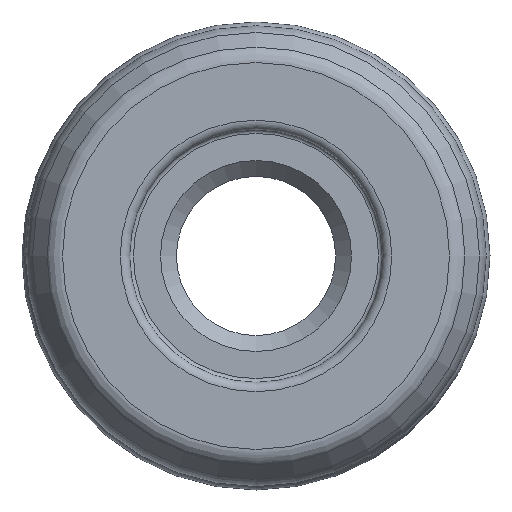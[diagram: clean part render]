
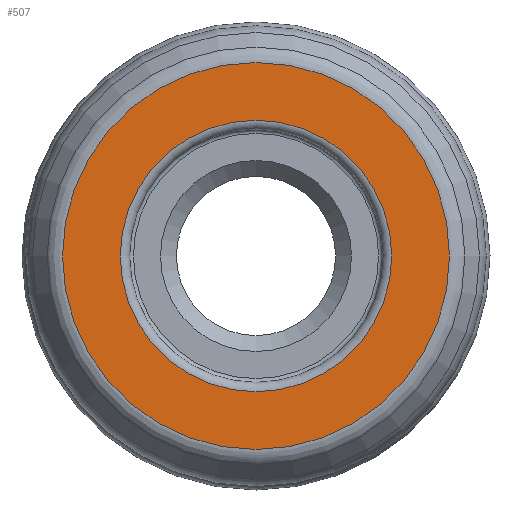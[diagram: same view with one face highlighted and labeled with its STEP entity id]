
A CAD part, front view. The second image highlights one B-rep face of the part: STEP entity #507.
In plain terms, the highlighted planar face has unit normal (0, -1, 0).
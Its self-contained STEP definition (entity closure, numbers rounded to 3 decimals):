
#11 = DIRECTION ( 'NONE',  ( 0., 0., -1. ) ) ;
#46 = ORIENTED_EDGE ( 'NONE', *, *, #330, .T. ) ;
#54 = DIRECTION ( 'NONE',  ( 0., 0., 1. ) ) ;
#68 = ORIENTED_EDGE ( 'NONE', *, *, #460, .F. ) ;
#129 = DIRECTION ( 'NONE',  ( 0., -1., 0. ) ) ;
#164 = AXIS2_PLACEMENT_3D ( 'NONE', #204, #612, #11 ) ;
#172 = EDGE_LOOP ( 'NONE', ( #46 ) ) ;
#175 = EDGE_LOOP ( 'NONE', ( #68 ) ) ;
#204 = CARTESIAN_POINT ( 'NONE',  ( 0., -12.1, 0. ) ) ;
#211 = DIRECTION ( 'NONE',  ( 0., 1., 0. ) ) ;
#217 = AXIS2_PLACEMENT_3D ( 'NONE', #408, #211, #54 ) ;
#220 = FACE_OUTER_BOUND ( 'NONE', #172, .T. ) ;
#230 = CIRCLE ( 'NONE', #164, 7.25 ) ;
#238 = CARTESIAN_POINT ( 'NONE',  ( 0., -12.1, 0. ) ) ;
#267 = FACE_BOUND ( 'NONE', #175, .T. ) ;
#272 = AXIS2_PLACEMENT_3D ( 'NONE', #238, #129, #425 ) ;
#317 = PLANE ( 'NONE',  #217 ) ;
#330 = EDGE_CURVE ( 'NONE', #373, #373, #550, .T. ) ;
#373 = VERTEX_POINT ( 'NONE', #622 ) ;
#381 = VERTEX_POINT ( 'NONE', #579 ) ;
#408 = CARTESIAN_POINT ( 'NONE',  ( 10.337, -12.1, 0. ) ) ;
#425 = DIRECTION ( 'NONE',  ( 0., 0., -1. ) ) ;
#460 = EDGE_CURVE ( 'NONE', #381, #381, #230, .T. ) ;
#507 = ADVANCED_FACE ( 'NONE', ( #267, #220 ), #317, .F. ) ;
#550 = CIRCLE ( 'NONE', #272, 10.337 ) ;
#579 = CARTESIAN_POINT ( 'NONE',  ( 0., -12.1, -7.25 ) ) ;
#612 = DIRECTION ( 'NONE',  ( 0., -1., 0. ) ) ;
#622 = CARTESIAN_POINT ( 'NONE',  ( 0., -12.1, -10.337 ) ) ;
